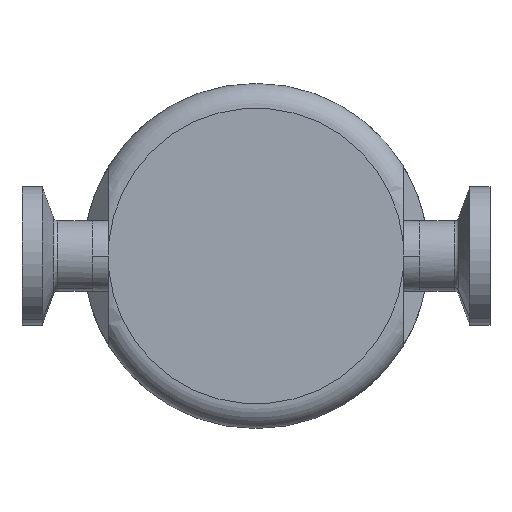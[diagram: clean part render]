
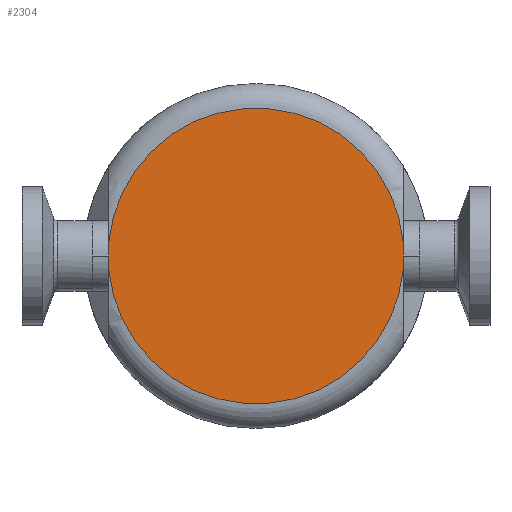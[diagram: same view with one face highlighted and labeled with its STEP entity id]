
A CAD part, front view. The second image highlights one B-rep face of the part: STEP entity #2304.
In plain terms, the highlighted planar face has unit normal (0, -1, 0).
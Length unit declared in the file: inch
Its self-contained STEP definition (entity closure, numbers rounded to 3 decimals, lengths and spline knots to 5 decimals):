
#37 = AXIS2_PLACEMENT_3D ( 'NONE', #2204, #655, #141 ) ;
#125 = LINE ( 'NONE', #1072, #2745 ) ;
#136 = LINE ( 'NONE', #920, #415 ) ;
#141 = DIRECTION ( 'NONE',  ( 1., 0., 0. ) ) ;
#155 = DIRECTION ( 'NONE',  ( -1., 0., 0. ) ) ;
#227 = AXIS2_PLACEMENT_3D ( 'NONE', #899, #2914, #155 ) ;
#316 = EDGE_CURVE ( 'NONE', #1668, #2794, #136, .T. ) ;
#415 = VECTOR ( 'NONE', #944, 39.37008 ) ;
#460 = ORIENTED_EDGE ( 'NONE', *, *, #316, .T. ) ;
#512 = VERTEX_POINT ( 'NONE', #1556 ) ;
#655 = DIRECTION ( 'NONE',  ( 0., -1., 0. ) ) ;
#685 = CIRCLE ( 'NONE', #227, 1.05 ) ;
#694 = ORIENTED_EDGE ( 'NONE', *, *, #2472, .T. ) ;
#738 = CARTESIAN_POINT ( 'NONE',  ( -1.045, 0.33, -0.10235 ) ) ;
#896 = EDGE_CURVE ( 'NONE', #512, #2794, #1921, .T. ) ;
#899 = CARTESIAN_POINT ( 'NONE',  ( 0., 0.33, 0. ) ) ;
#911 = PLANE ( 'NONE',  #37 ) ;
#920 = CARTESIAN_POINT ( 'NONE',  ( -1.045, 0.33, -0.75 ) ) ;
#944 = DIRECTION ( 'NONE',  ( 0., 0., -1. ) ) ;
#1072 = CARTESIAN_POINT ( 'NONE',  ( 1.045, 0.33, 0. ) ) ;
#1118 = FACE_OUTER_BOUND ( 'NONE', #1540, .T. ) ;
#1229 = EDGE_CURVE ( 'NONE', #1668, #3042, #685, .T. ) ;
#1387 = ORIENTED_EDGE ( 'NONE', *, *, #1229, .F. ) ;
#1503 = CARTESIAN_POINT ( 'NONE',  ( 0., 0.33, 0. ) ) ;
#1540 = EDGE_LOOP ( 'NONE', ( #2060, #694, #1387, #460 ) ) ;
#1556 = CARTESIAN_POINT ( 'NONE',  ( 1.045, 0.33, -0.10235 ) ) ;
#1578 = DIRECTION ( 'NONE',  ( 0., 0., 1. ) ) ;
#1668 = VERTEX_POINT ( 'NONE', #2124 ) ;
#1921 = CIRCLE ( 'NONE', #1999, 1.05 ) ;
#1999 = AXIS2_PLACEMENT_3D ( 'NONE', #1503, #2776, #2525 ) ;
#2060 = ORIENTED_EDGE ( 'NONE', *, *, #896, .F. ) ;
#2124 = CARTESIAN_POINT ( 'NONE',  ( -1.045, 0.33, 0.10235 ) ) ;
#2168 = CARTESIAN_POINT ( 'NONE',  ( 1.045, 0.33, 0.10235 ) ) ;
#2204 = CARTESIAN_POINT ( 'NONE',  ( 0., 0.33, 0. ) ) ;
#2304 = ADVANCED_FACE ( 'NONE', ( #1118 ), #911, .T. ) ;
#2472 = EDGE_CURVE ( 'NONE', #512, #3042, #125, .T. ) ;
#2525 = DIRECTION ( 'NONE',  ( -1., 0., 0. ) ) ;
#2745 = VECTOR ( 'NONE', #1578, 39.37008 ) ;
#2776 = DIRECTION ( 'NONE',  ( 0., 1., 0. ) ) ;
#2794 = VERTEX_POINT ( 'NONE', #738 ) ;
#2914 = DIRECTION ( 'NONE',  ( 0., 1., 0. ) ) ;
#3042 = VERTEX_POINT ( 'NONE', #2168 ) ;
